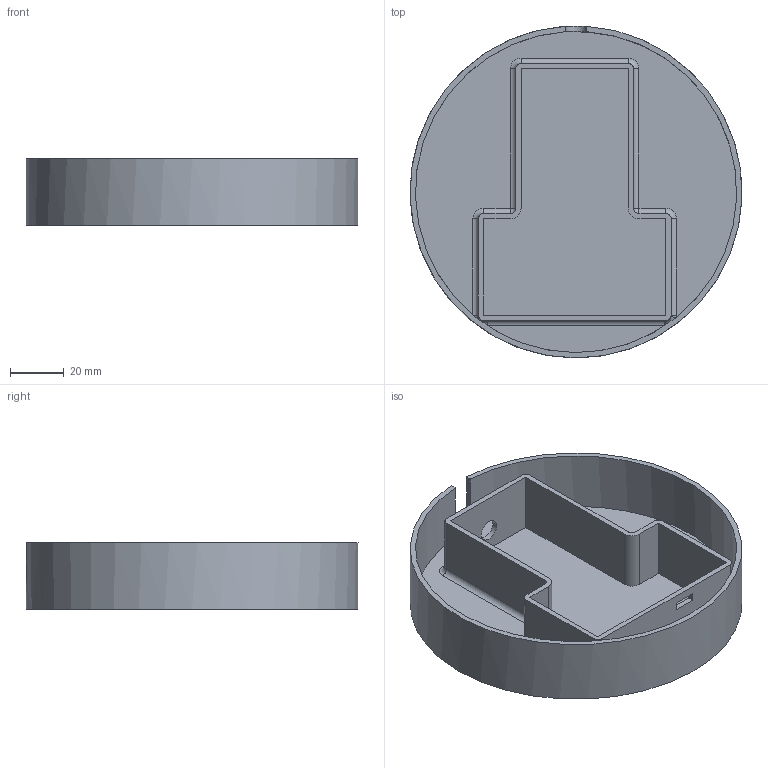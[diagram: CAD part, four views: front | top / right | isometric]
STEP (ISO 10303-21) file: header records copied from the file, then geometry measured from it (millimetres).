
FILE_DESCRIPTION(/* description */ (''),/* implementation_level */ '2;1');
FILE_NAME(/* name */ 'JedBox.stp',/* time_stamp */ '2016-10-05T23:30:52-04:00',/* author */ (''),/* organization */ (''),/* preprocessor_version */ 'ST-DEVELOPER v16.5',/* originating_system */ 'Autodesk Translation Framework v5.1.0.3141',/* authorisation */ '');
FILE_SCHEMA (('AUTOMOTIVE_DESIGN { 1 0 10303 214 3 1 1 }'));
Length unit declared in the file: centimetre
Products named in the file (1): JedBox
Bounding box: 123.97 x 124 x 25 mm (x, y, z)
Volume: 56483.7 mm3; surface area: 56858.7 mm2
Topology: 1 solids, 1 shells, 62 faces, 156 edges, 97 vertices
Faces by surface type: plane 28, cylinder 24, torus 8, sphere 2
Full cylindrical faces by diameter (mm): 8 x1, 120 x1, 124 x1
Entity records: 1888 total; most frequent: CARTESIAN_POINT 374, DIRECTION 326, ORIENTED_EDGE 298, EDGE_CURVE 149, AXIS2_PLACEMENT_3D 119, VERTEX_POINT 93, LINE 88, VECTOR 88
